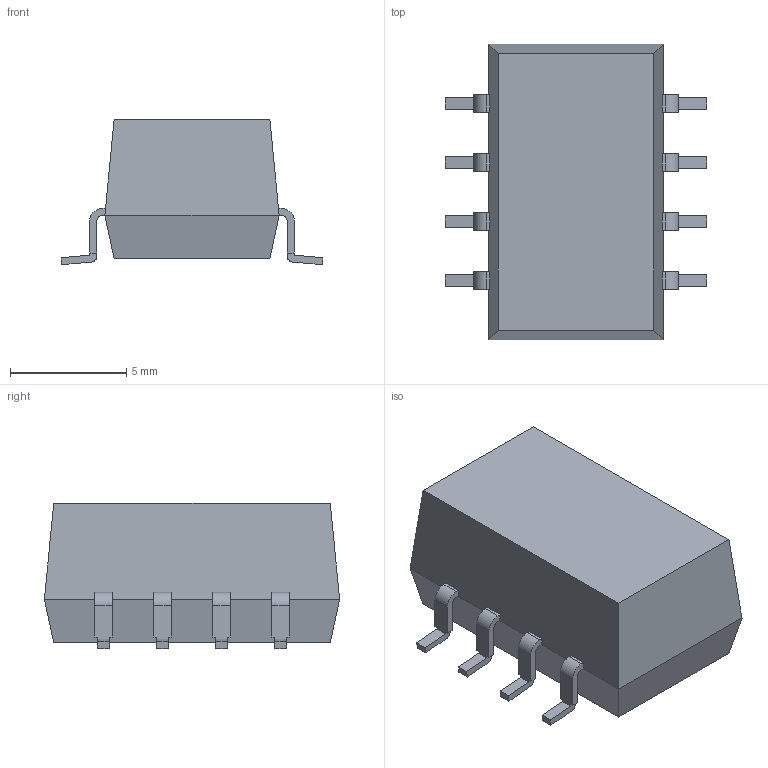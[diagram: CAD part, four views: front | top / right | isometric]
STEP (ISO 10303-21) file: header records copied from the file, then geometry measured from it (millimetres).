
FILE_DESCRIPTION((' '),'2;1');
FILE_NAME( 'TSM-S.stp', '2022-09-04T12:21:45', (' '), ('--- Datakit www.datakit.com---'), ' Datakit CrossCadWare V2022.3 Jun 15 2022', 'DATAKIT 2022 (c)', ' ');
FILE_SCHEMA(('AP242_MANAGED_MODEL_BASED_3D_ENGINEERING_MIM_LF { 1 0 10303 442 1 1 4 }'));
Length unit declared in the file: millimetre
Products named in the file (1): TSM-S
Bounding box: 11.25 x 12.7 x 6.25 mm (x, y, z)
Volume: 530 mm3; surface area: 450.1 mm2
Topology: 1 solids, 1 shells, 138 faces, 388 edges, 252 vertices
Faces by surface type: plane 114, cylinder 24
Entity records: 4553 total; most frequent: CARTESIAN_POINT 779, ORIENTED_EDGE 776, DIRECTION 714, EDGE_CURVE 388, VECTOR 340, LINE 340, VERTEX_POINT 252, AXIS2_PLACEMENT_3D 187
